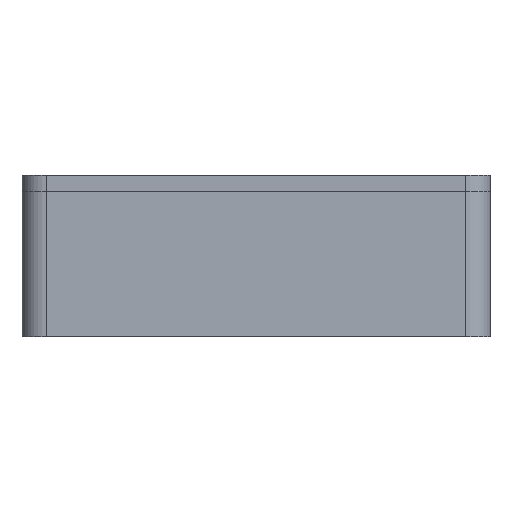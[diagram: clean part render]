
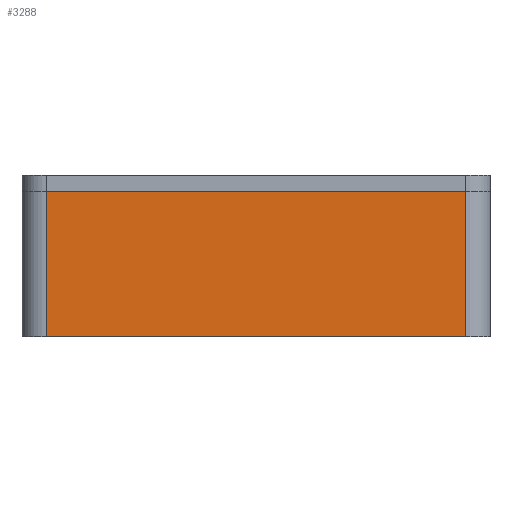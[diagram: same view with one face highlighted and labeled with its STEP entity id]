
A CAD part, front view. The second image highlights one B-rep face of the part: STEP entity #3288.
In plain terms, the highlighted planar face has unit normal (0, -1, 0).
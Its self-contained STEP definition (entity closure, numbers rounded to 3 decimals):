
#325=FACE_OUTER_BOUND('',#542,.T.);
#542=EDGE_LOOP('',(#2965,#2966,#2967,#2968));
#892=LINE('',#5183,#1281);
#897=LINE('',#5198,#1286);
#898=LINE('',#5202,#1287);
#906=LINE('',#5225,#1295);
#1281=VECTOR('',#4237,10.);
#1286=VECTOR('',#4254,10.);
#1287=VECTOR('',#4259,10.);
#1295=VECTOR('',#4277,10.);
#1577=VERTEX_POINT('',#5180);
#1578=VERTEX_POINT('',#5182);
#1582=VERTEX_POINT('',#5196);
#1583=VERTEX_POINT('',#5200);
#2002=EDGE_CURVE('',#1578,#1577,#892,.T.);
#2010=EDGE_CURVE('',#1582,#1577,#897,.T.);
#2012=EDGE_CURVE('',#1578,#1583,#898,.T.);
#2024=EDGE_CURVE('',#1583,#1582,#906,.T.);
#2965=ORIENTED_EDGE('',*,*,#2010,.F.);
#2966=ORIENTED_EDGE('',*,*,#2024,.F.);
#2967=ORIENTED_EDGE('',*,*,#2012,.F.);
#2968=ORIENTED_EDGE('',*,*,#2002,.T.);
#3114=PLANE('',#3539);
#3288=ADVANCED_FACE('',(#325),#3114,.T.);
#3539=AXIS2_PLACEMENT_3D('',#5326,#4400,#4401);
#4237=DIRECTION('',(1.,0.,0.));
#4254=DIRECTION('',(0.,0.,-1.));
#4259=DIRECTION('',(0.,0.,1.));
#4277=DIRECTION('',(1.,0.,0.));
#4400=DIRECTION('center_axis',(0.,-1.,0.));
#4401=DIRECTION('ref_axis',(1.,0.,0.));
#5180=CARTESIAN_POINT('',(55.,0.,0.));
#5182=CARTESIAN_POINT('',(3.,0.,0.));
#5183=CARTESIAN_POINT('',(0.,0.,0.));
#5196=CARTESIAN_POINT('',(55.,0.,18.));
#5198=CARTESIAN_POINT('',(55.,0.,0.));
#5200=CARTESIAN_POINT('',(3.,0.,18.));
#5202=CARTESIAN_POINT('',(3.,0.,0.));
#5225=CARTESIAN_POINT('',(14.5,0.,18.));
#5326=CARTESIAN_POINT('Origin',(0.,0.,0.));
